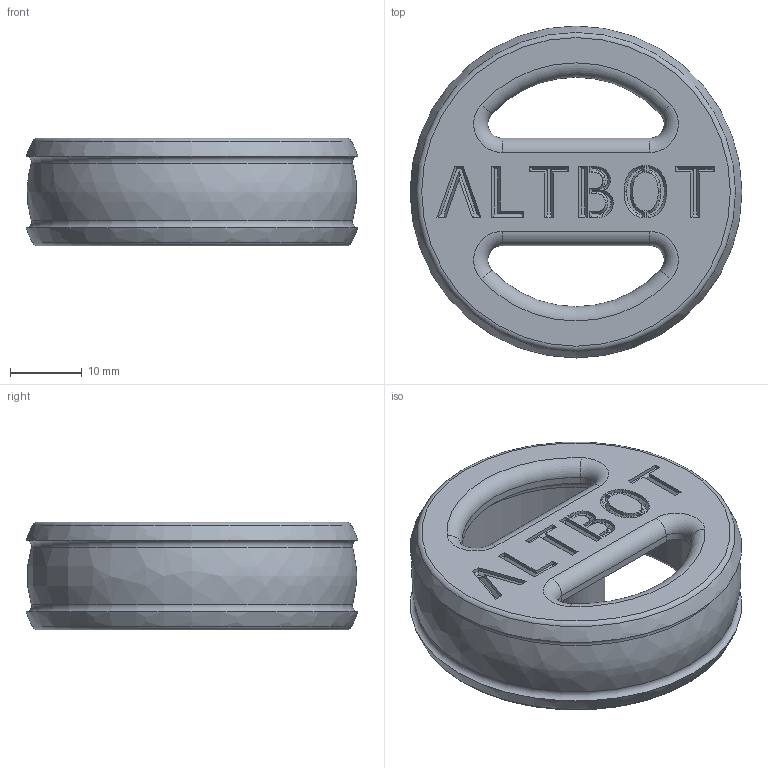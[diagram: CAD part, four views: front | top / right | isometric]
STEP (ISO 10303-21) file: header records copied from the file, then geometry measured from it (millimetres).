
FILE_DESCRIPTION( ( '' ), ' ' );
FILE_NAME( '58fbb6851b3de310dcdaa6d8.step', '2017-04-22T20:01:10', ( '' ), ( '' ), ' ', ' ', ' ' );
FILE_SCHEMA( ( 'AUTOMOTIVE_DESIGN { 1 0 10303 214 1 1 1 1 }' ) );
Length unit declared in the file: metre
Products named in the file (1): wheel
Bounding box: 46.29 x 46.29 x 15 mm (x, y, z)
Volume: 11567.3 mm3; surface area: 6660.8 mm2
Topology: 1 solids, 1 shells, 261 faces, 624 edges, 374 vertices
Faces by surface type: plane 108, bspline 65, extrusion 62, torus 15, cylinder 11
Full cylindrical faces by diameter (mm): 2.4 x1, 8 x1, 36 x1
Entity records: 9975 total; most frequent: CARTESIAN_POINT 2553, ORIENTED_EDGE 1206, DIRECTION 778, EDGE_CURVE 603, VECTOR 416, VERTEX_POINT 368, LINE 354, EDGE_LOOP 289
